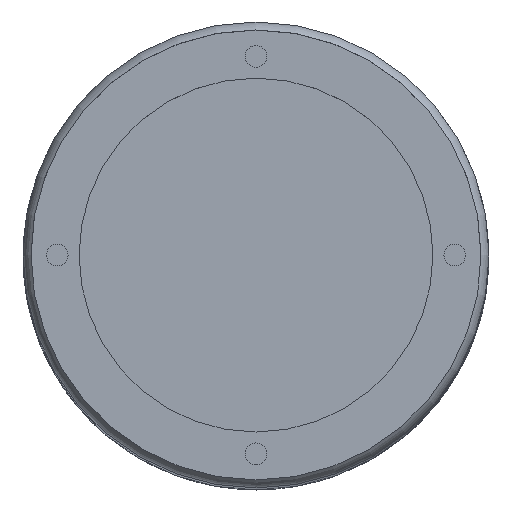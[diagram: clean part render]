
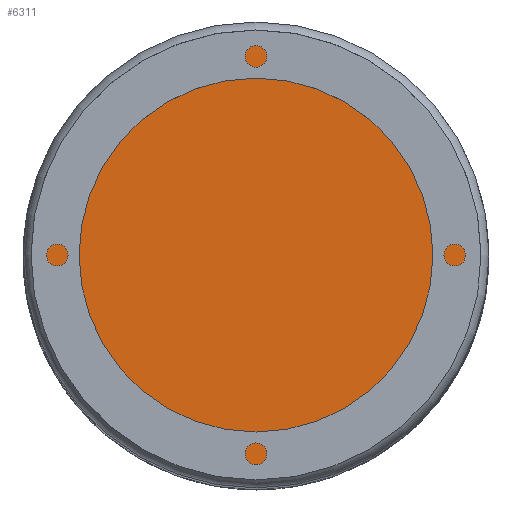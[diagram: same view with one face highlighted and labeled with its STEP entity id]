
A CAD part, top view. The second image highlights one B-rep face of the part: STEP entity #6311.
In plain terms, the highlighted planar face has unit normal (0, 0, 1).
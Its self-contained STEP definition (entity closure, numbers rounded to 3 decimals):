
#977=PLANE('',#6678);
#1205=FACE_OUTER_BOUND('',#1716,.T.);
#1716=EDGE_LOOP('',(#5897,#5898,#5899,#5900));
#1752=LINE('',#14600,#1990);
#1809=LINE('',#19938,#2047);
#1954=LINE('',#20277,#2192);
#1990=VECTOR('',#6840,10.);
#2047=VECTOR('',#7109,10.);
#2192=VECTOR('',#7620,10.);
#2246=CIRCLE('',#6404,49.25);
#2720=VERTEX_POINT('',#14597);
#2721=VERTEX_POINT('',#14599);
#2779=VERTEX_POINT('',#15163);
#2780=VERTEX_POINT('',#15165);
#3449=EDGE_CURVE('',#2721,#2720,#1752,.T.);
#3527=EDGE_CURVE('',#2780,#2779,#2246,.T.);
#3794=EDGE_CURVE('',#2779,#2721,#1809,.T.);
#3966=EDGE_CURVE('',#2720,#2780,#1954,.T.);
#5897=ORIENTED_EDGE('',*,*,#3527,.T.);
#5898=ORIENTED_EDGE('',*,*,#3794,.T.);
#5899=ORIENTED_EDGE('',*,*,#3449,.T.);
#5900=ORIENTED_EDGE('',*,*,#3966,.T.);
#6311=ADVANCED_FACE('',(#1205),#977,.T.);
#6404=AXIS2_PLACEMENT_3D('',#15166,#6891,#6892);
#6678=AXIS2_PLACEMENT_3D('',#20279,#7623,#7624);
#6840=DIRECTION('',(0.,-1.,0.));
#6891=DIRECTION('center_axis',(0.,0.,1.));
#6892=DIRECTION('ref_axis',(1.,0.,0.));
#7109=DIRECTION('',(1.,0.,0.));
#7620=DIRECTION('',(-1.,0.,0.));
#7623=DIRECTION('center_axis',(0.,0.,1.));
#7624=DIRECTION('ref_axis',(1.,0.,0.));
#14597=CARTESIAN_POINT('',(-47.449,-12.392,3.));
#14599=CARTESIAN_POINT('',(-47.449,12.608,3.));
#14600=CARTESIAN_POINT('',(-47.449,-6.196,3.));
#15163=CARTESIAN_POINT('',(-47.609,12.608,3.));
#15165=CARTESIAN_POINT('',(-47.666,-12.392,3.));
#15166=CARTESIAN_POINT('Origin',(0.,0.,3.));
#19938=CARTESIAN_POINT('',(-23.724,12.608,3.));
#20277=CARTESIAN_POINT('',(-23.833,-12.392,3.));
#20279=CARTESIAN_POINT('Origin',(0.,0.,3.));
